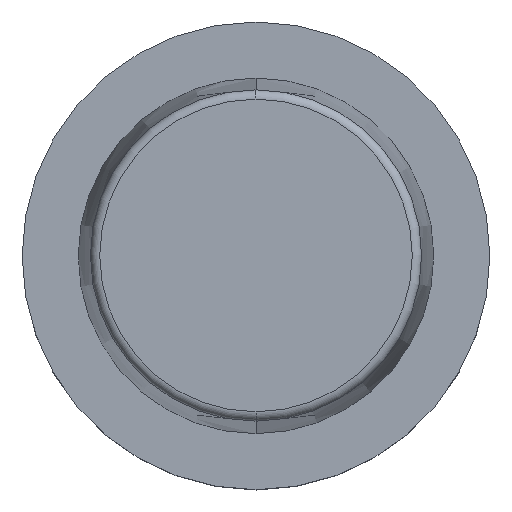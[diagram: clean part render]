
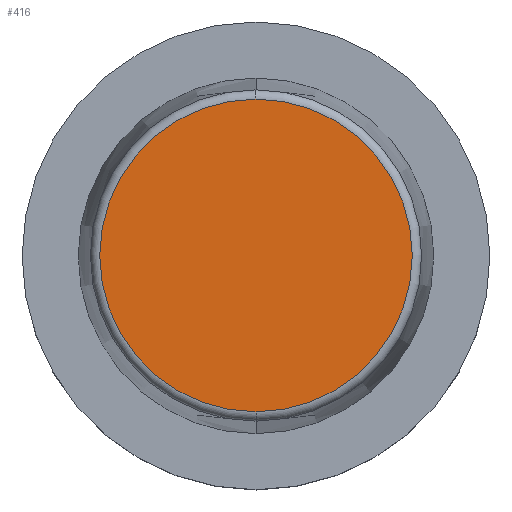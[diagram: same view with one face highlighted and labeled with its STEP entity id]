
A CAD part, top view. The second image highlights one B-rep face of the part: STEP entity #416.
In plain terms, the highlighted planar face has unit normal (0, 0, 1).
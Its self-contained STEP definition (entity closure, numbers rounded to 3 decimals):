
#254=EDGE_CURVE('',#558,#340,#648,.T.);
#340=VERTEX_POINT('',#746);
#388=EDGE_CURVE('',#340,#558,#805,.T.);
#416=ADVANCED_FACE('',(#837),#838,.T.);
#558=VERTEX_POINT('',#993);
#648=CIRCLE('',#1100,33.41);
#746=CARTESIAN_POINT('',(0.,-33.41,50.0));
#805=CIRCLE('',#1293,33.41);
#837=FACE_OUTER_BOUND('',#1334,.T.);
#838=PLANE('',#1335);
#993=CARTESIAN_POINT('',(0.0,33.41,50.0));
#1100=AXIS2_PLACEMENT_3D('',#1645,#1646,#1647);
#1293=AXIS2_PLACEMENT_3D('',#1858,#1859,#1860);
#1334=EDGE_LOOP('',(#1910,#1911));
#1335=AXIS2_PLACEMENT_3D('',#1912,#1913,#1914);
#1645=CARTESIAN_POINT('',(0.0,0.0,50.0));
#1646=DIRECTION('',(0.0,0.0,-1.0));
#1647=DIRECTION('',(0.0,1.0,0.0));
#1858=CARTESIAN_POINT('',(0.0,0.0,50.0));
#1859=DIRECTION('',(0.0,0.0,-1.0));
#1860=DIRECTION('',(0.0,1.0,0.0));
#1910=ORIENTED_EDGE('',*,*,#254,.F.);
#1911=ORIENTED_EDGE('',*,*,#388,.F.);
#1912=CARTESIAN_POINT('',(0.0,16.705,50.0));
#1913=DIRECTION('',(-0.0,0.0,1.0));
#1914=DIRECTION('',(0.0,-1.0,0.0));
